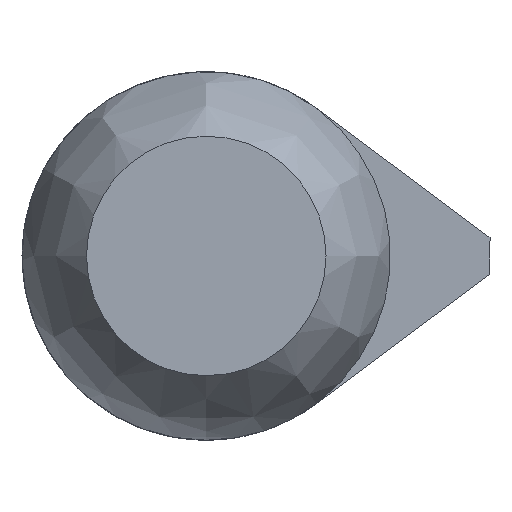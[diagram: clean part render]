
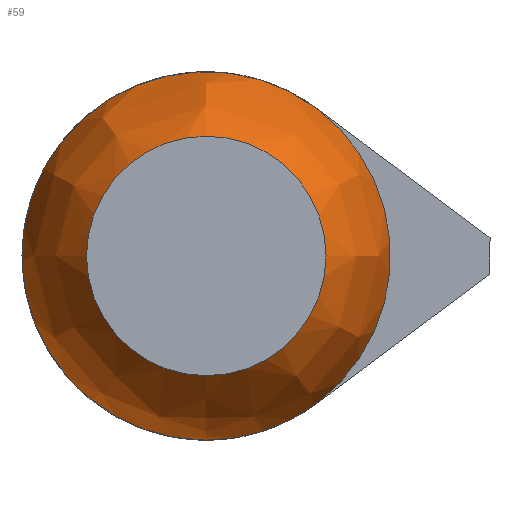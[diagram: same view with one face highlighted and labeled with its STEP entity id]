
A CAD part, front view. The second image highlights one B-rep face of the part: STEP entity #59.
In plain terms, the highlighted free-form (B-spline) face has degree [3, 3] with [4, 7] control points.
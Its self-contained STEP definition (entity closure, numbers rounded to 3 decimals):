
#59 = ADVANCED_FACE( '', ( #128, #129 ), #130, .T. );
#128 = FACE_OUTER_BOUND( '', #242, .T. );
#129 = FACE_OUTER_BOUND( '', #243, .T. );
#130 = ( BOUNDED_SURFACE(  )B_SPLINE_SURFACE( 3, 3, ( ( #246, #247, #248, #249, #250, #251, #252 ), ( #253, #254, #255, #256, #257, #258, #259 ), ( #260, #261, #262, #263, #264, #265, #266 ), ( #267, #268, #269, #270, #271, #272, #273 ) ), .UNSPECIFIED., .F., .T., .F. )B_SPLINE_SURFACE_WITH_KNOTS( ( 4, 4 ), ( 4, 3, 4 ), ( 0., 6.283 ), ( 0.131, 0.464, 0.796 ), .UNSPECIFIED. )GEOMETRIC_REPRESENTATION_ITEM(  )RATIONAL_B_SPLINE_SURFACE( ( ( 1., 0.333, 0.333, 1., 0.333, 0.333, 1. ), ( 0.964, 0.321, 0.321, 0.964, 0.321, 0.321, 0.964 ), ( 0.964, 0.321, 0.321, 0.964, 0.321, 0.321, 0.964 ), ( 1., 0.333, 0.333, 1., 0.333, 0.333, 1. ) ) )REPRESENTATION_ITEM( '' )SURFACE(  ) );
#242 = EDGE_LOOP( '', ( #376, #377 ) );
#243 = EDGE_LOOP( '', ( #378 ) );
#246 = CARTESIAN_POINT( '', ( 0., -29.25, -3.25 ) );
#247 = CARTESIAN_POINT( '', ( 6.5, -29.25, -3.25 ) );
#248 = CARTESIAN_POINT( '', ( 6.5, -29.25, 3.25 ) );
#249 = CARTESIAN_POINT( '', ( 0., -29.25, 3.25 ) );
#250 = CARTESIAN_POINT( '', ( -6.5, -29.25, 3.25 ) );
#251 = CARTESIAN_POINT( '', ( -6.5, -29.25, -3.25 ) );
#252 = CARTESIAN_POINT( '', ( 0., -29.25, -3.25 ) );
#253 = CARTESIAN_POINT( '', ( 0., -28.303, -4.217 ) );
#254 = CARTESIAN_POINT( '', ( 8.434, -28.303, -4.217 ) );
#255 = CARTESIAN_POINT( '', ( 8.434, -28.303, 4.217 ) );
#256 = CARTESIAN_POINT( '', ( 0., -28.303, 4.217 ) );
#257 = CARTESIAN_POINT( '', ( -8.434, -28.303, 4.217 ) );
#258 = CARTESIAN_POINT( '', ( -8.434, -28.303, -4.217 ) );
#259 = CARTESIAN_POINT( '', ( 0., -28.303, -4.217 ) );
#260 = CARTESIAN_POINT( '', ( 0., -27.092, -4.823 ) );
#261 = CARTESIAN_POINT( '', ( 9.645, -27.092, -4.823 ) );
#262 = CARTESIAN_POINT( '', ( 9.645, -27.092, 4.823 ) );
#263 = CARTESIAN_POINT( '', ( 0., -27.092, 4.823 ) );
#264 = CARTESIAN_POINT( '', ( -9.645, -27.092, 4.823 ) );
#265 = CARTESIAN_POINT( '', ( -9.645, -27.092, -4.823 ) );
#266 = CARTESIAN_POINT( '', ( 0., -27.092, -4.823 ) );
#267 = CARTESIAN_POINT( '', ( 0., -25.75, -5. ) );
#268 = CARTESIAN_POINT( '', ( 10., -25.75, -5. ) );
#269 = CARTESIAN_POINT( '', ( 10., -25.75, 5. ) );
#270 = CARTESIAN_POINT( '', ( 0., -25.75, 5. ) );
#271 = CARTESIAN_POINT( '', ( -10., -25.75, 5. ) );
#272 = CARTESIAN_POINT( '', ( -10., -25.75, -5. ) );
#273 = CARTESIAN_POINT( '', ( 0., -25.75, -5. ) );
#376 = ORIENTED_EDGE( '', *, *, #497, .F. );
#377 = ORIENTED_EDGE( '', *, *, #480, .F. );
#378 = ORIENTED_EDGE( '', *, *, #498, .F. );
#480 = EDGE_CURVE( '', #540, #529, #542, .T. );
#497 = EDGE_CURVE( '', #529, #540, #568, .T. );
#498 = EDGE_CURVE( '', #569, #569, #570, .T. );
#529 = VERTEX_POINT( '', #608 );
#540 = VERTEX_POINT( '', #622 );
#542 = CIRCLE( '', #625, 5. );
#568 = CIRCLE( '', #659, 5. );
#569 = VERTEX_POINT( '', #660 );
#570 = CIRCLE( '', #661, 3.25 );
#608 = CARTESIAN_POINT( '', ( 2.986, -25.75, 4.01 ) );
#622 = CARTESIAN_POINT( '', ( 2.986, -25.75, -4.01 ) );
#625 = AXIS2_PLACEMENT_3D( '', #712, #713, #714 );
#659 = AXIS2_PLACEMENT_3D( '', #732, #733, #734 );
#660 = CARTESIAN_POINT( '', ( 0., -29.25, -3.25 ) );
#661 = AXIS2_PLACEMENT_3D( '', #735, #736, #737 );
#712 = CARTESIAN_POINT( '', ( 0., -25.75, 0. ) );
#713 = DIRECTION( '', ( 0., 1., 0. ) );
#714 = DIRECTION( '', ( 1., 0., 0. ) );
#732 = CARTESIAN_POINT( '', ( 0., -25.75, 0. ) );
#733 = DIRECTION( '', ( 0., 1., 0. ) );
#734 = DIRECTION( '', ( 0., 0., 1. ) );
#735 = CARTESIAN_POINT( '', ( 0., -29.25, 0. ) );
#736 = DIRECTION( '', ( 0., -1., 0. ) );
#737 = DIRECTION( '', ( 0., 0., -1. ) );
